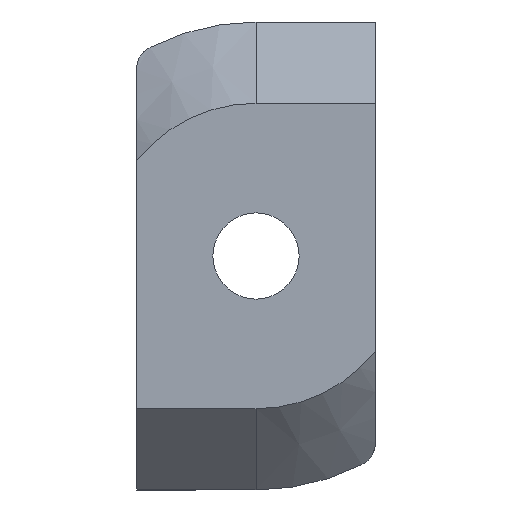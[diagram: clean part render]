
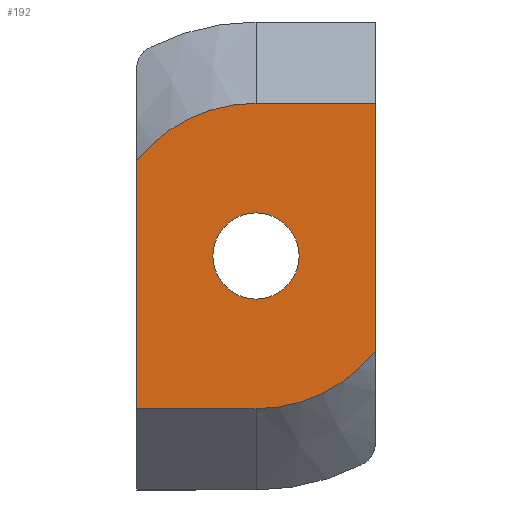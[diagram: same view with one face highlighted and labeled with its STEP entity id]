
A CAD part, front view. The second image highlights one B-rep face of the part: STEP entity #192.
In plain terms, the highlighted planar face has unit normal (0, -1, 0).
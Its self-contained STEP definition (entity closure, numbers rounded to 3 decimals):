
#8 = DIRECTION ( 'NONE',  ( 0., 0., 1. ) ) ;
#9 = CARTESIAN_POINT ( 'NONE',  ( 0., 0., 0. ) ) ;
#26 = VERTEX_POINT ( 'NONE', #579 ) ;
#29 = DIRECTION ( 'NONE',  ( 0., 1., 0. ) ) ;
#55 = EDGE_CURVE ( 'NONE', #26, #230, #362, .T. ) ;
#62 = EDGE_CURVE ( 'NONE', #148, #409, #827, .T. ) ;
#80 = DIRECTION ( 'NONE',  ( 0., 0., 1. ) ) ;
#84 = CARTESIAN_POINT ( 'NONE',  ( 0., 0., 0. ) ) ;
#91 = CARTESIAN_POINT ( 'NONE',  ( 0., 0., -6.2 ) ) ;
#100 = ORIENTED_EDGE ( 'NONE', *, *, #62, .F. ) ;
#112 = EDGE_CURVE ( 'NONE', #327, #148, #338, .T. ) ;
#118 = ORIENTED_EDGE ( 'NONE', *, *, #735, .F. ) ;
#120 = AXIS2_PLACEMENT_3D ( 'NONE', #690, #762, #380 ) ;
#148 = VERTEX_POINT ( 'NONE', #356 ) ;
#171 = EDGE_LOOP ( 'NONE', ( #100, #626, #527, #118, #746, #482 ) ) ;
#182 = ORIENTED_EDGE ( 'NONE', *, *, #228, .F. ) ;
#186 = AXIS2_PLACEMENT_3D ( 'NONE', #84, #531, #80 ) ;
#192 = ADVANCED_FACE ( 'NONE', ( #776, #576 ), #415, .F. ) ;
#218 = DIRECTION ( 'NONE',  ( 0., -1., 0. ) ) ;
#228 = EDGE_CURVE ( 'NONE', #230, #26, #625, .T. ) ;
#230 = VERTEX_POINT ( 'NONE', #750 ) ;
#231 = CARTESIAN_POINT ( 'NONE',  ( -4.85, 0., -6.2 ) ) ;
#232 = VERTEX_POINT ( 'NONE', #231 ) ;
#302 = CARTESIAN_POINT ( 'NONE',  ( -4.85, 0., 3.862 ) ) ;
#312 = DIRECTION ( 'NONE',  ( 0., 1., 0. ) ) ;
#327 = VERTEX_POINT ( 'NONE', #302 ) ;
#336 = LINE ( 'NONE', #734, #764 ) ;
#338 = CIRCLE ( 'NONE', #186, 6.2 ) ;
#348 = VECTOR ( 'NONE', #794, 1000. ) ;
#356 = CARTESIAN_POINT ( 'NONE',  ( 0., 0., 6.2 ) ) ;
#362 = CIRCLE ( 'NONE', #598, 1.75 ) ;
#371 = LINE ( 'NONE', #91, #515 ) ;
#380 = DIRECTION ( 'NONE',  ( 0., 0., 1. ) ) ;
#387 = CARTESIAN_POINT ( 'NONE',  ( 4.85, 0., 6.2 ) ) ;
#388 = CARTESIAN_POINT ( 'NONE',  ( 4.85, 0., -3.862 ) ) ;
#409 = VERTEX_POINT ( 'NONE', #387 ) ;
#415 = PLANE ( 'NONE',  #774 ) ;
#419 = VECTOR ( 'NONE', #8, 1000. ) ;
#420 = EDGE_LOOP ( 'NONE', ( #182, #447 ) ) ;
#447 = ORIENTED_EDGE ( 'NONE', *, *, #55, .F. ) ;
#452 = CARTESIAN_POINT ( 'NONE',  ( -4.85, 0., 0. ) ) ;
#482 = ORIENTED_EDGE ( 'NONE', *, *, #698, .F. ) ;
#502 = EDGE_CURVE ( 'NONE', #580, #732, #560, .T. ) ;
#515 = VECTOR ( 'NONE', #542, 1000. ) ;
#527 = ORIENTED_EDGE ( 'NONE', *, *, #653, .F. ) ;
#531 = DIRECTION ( 'NONE',  ( 0., 1., 0. ) ) ;
#542 = DIRECTION ( 'NONE',  ( -1., 0., 0. ) ) ;
#560 = CIRCLE ( 'NONE', #841, 6.2 ) ;
#576 = FACE_OUTER_BOUND ( 'NONE', #171, .T. ) ;
#579 = CARTESIAN_POINT ( 'NONE',  ( 0., 0., -1.75 ) ) ;
#580 = VERTEX_POINT ( 'NONE', #388 ) ;
#598 = AXIS2_PLACEMENT_3D ( 'NONE', #9, #218, #661 ) ;
#625 = CIRCLE ( 'NONE', #120, 1.75 ) ;
#626 = ORIENTED_EDGE ( 'NONE', *, *, #112, .F. ) ;
#653 = EDGE_CURVE ( 'NONE', #232, #327, #740, .T. ) ;
#661 = DIRECTION ( 'NONE',  ( 0., 0., 1. ) ) ;
#690 = CARTESIAN_POINT ( 'NONE',  ( 0., 0., 0. ) ) ;
#698 = EDGE_CURVE ( 'NONE', #409, #580, #336, .T. ) ;
#713 = CARTESIAN_POINT ( 'NONE',  ( 0., 0., 6.2 ) ) ;
#732 = VERTEX_POINT ( 'NONE', #793 ) ;
#734 = CARTESIAN_POINT ( 'NONE',  ( 4.85, 0., 0. ) ) ;
#735 = EDGE_CURVE ( 'NONE', #732, #232, #371, .T. ) ;
#740 = LINE ( 'NONE', #452, #419 ) ;
#746 = ORIENTED_EDGE ( 'NONE', *, *, #502, .F. ) ;
#747 = CARTESIAN_POINT ( 'NONE',  ( 0., 0., 0. ) ) ;
#750 = CARTESIAN_POINT ( 'NONE',  ( 0., 0., 1.75 ) ) ;
#762 = DIRECTION ( 'NONE',  ( 0., -1., 0. ) ) ;
#764 = VECTOR ( 'NONE', #803, 1000. ) ;
#770 = DIRECTION ( 'NONE',  ( 0., 0., 1. ) ) ;
#774 = AXIS2_PLACEMENT_3D ( 'NONE', #747, #29, #812 ) ;
#776 = FACE_BOUND ( 'NONE', #420, .T. ) ;
#793 = CARTESIAN_POINT ( 'NONE',  ( 0., 0., -6.2 ) ) ;
#794 = DIRECTION ( 'NONE',  ( 1., 0., 0. ) ) ;
#803 = DIRECTION ( 'NONE',  ( 0., 0., -1. ) ) ;
#812 = DIRECTION ( 'NONE',  ( 0., 0., 1. ) ) ;
#827 = LINE ( 'NONE', #713, #348 ) ;
#831 = CARTESIAN_POINT ( 'NONE',  ( 0., 0., 0. ) ) ;
#841 = AXIS2_PLACEMENT_3D ( 'NONE', #831, #312, #770 ) ;
